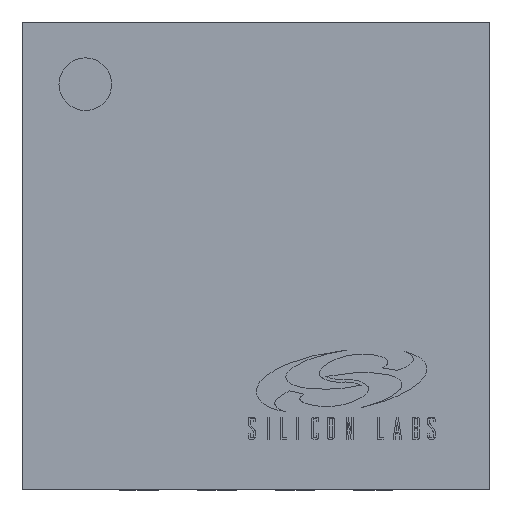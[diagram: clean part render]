
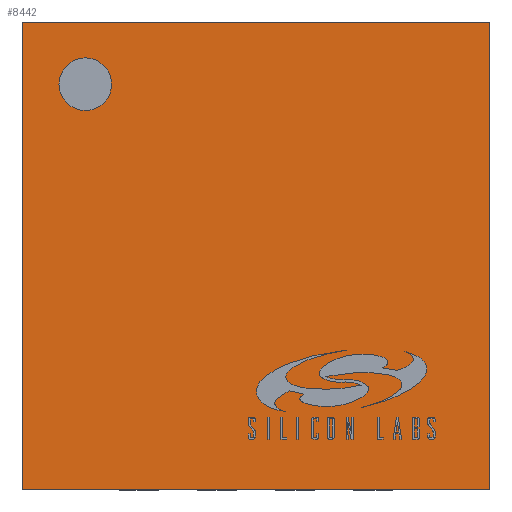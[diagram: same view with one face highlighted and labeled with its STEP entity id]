
A CAD part, top view. The second image highlights one B-rep face of the part: STEP entity #8442.
In plain terms, the highlighted planar face has unit normal (0, 0, 1).
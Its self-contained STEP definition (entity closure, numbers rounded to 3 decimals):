
#6759 = VERTEX_POINT('',#6760);
#6760 = CARTESIAN_POINT('',(-1.5,1.5,0.8));
#6766 = EDGE_CURVE('',#6759,#6767,#6769,.T.);
#6767 = VERTEX_POINT('',#6768);
#6768 = CARTESIAN_POINT('',(1.5,1.5,0.8));
#6769 = LINE('',#6770,#6771);
#6770 = CARTESIAN_POINT('',(-1.5,1.5,0.8));
#6771 = VECTOR('',#6772,1.);
#6772 = DIRECTION('',(1.,0.,0.));
#8264 = EDGE_CURVE('',#6767,#8265,#8267,.T.);
#8265 = VERTEX_POINT('',#8266);
#8266 = CARTESIAN_POINT('',(1.5,-1.5,0.8));
#8267 = LINE('',#8268,#8269);
#8268 = CARTESIAN_POINT('',(1.5,1.5,0.8));
#8269 = VECTOR('',#8270,1.);
#8270 = DIRECTION('',(0.,-1.,0.));
#8442 = ADVANCED_FACE('',(#8443),#8461,.F.);
#8443 = FACE_BOUND('',#8444,.F.);
#8444 = EDGE_LOOP('',(#8445,#8446,#8447,#8455));
#8445 = ORIENTED_EDGE('',*,*,#6766,.T.);
#8446 = ORIENTED_EDGE('',*,*,#8264,.T.);
#8447 = ORIENTED_EDGE('',*,*,#8448,.T.);
#8448 = EDGE_CURVE('',#8265,#8449,#8451,.T.);
#8449 = VERTEX_POINT('',#8450);
#8450 = CARTESIAN_POINT('',(-1.5,-1.5,0.8));
#8451 = LINE('',#8452,#8453);
#8452 = CARTESIAN_POINT('',(1.5,-1.5,0.8));
#8453 = VECTOR('',#8454,1.);
#8454 = DIRECTION('',(-1.,0.,0.));
#8455 = ORIENTED_EDGE('',*,*,#8456,.T.);
#8456 = EDGE_CURVE('',#8449,#6759,#8457,.T.);
#8457 = LINE('',#8458,#8459);
#8458 = CARTESIAN_POINT('',(-1.5,-1.5,0.8));
#8459 = VECTOR('',#8460,1.);
#8460 = DIRECTION('',(0.,1.,0.));
#8461 = PLANE('',#8462);
#8462 = AXIS2_PLACEMENT_3D('',#8463,#8464,#8465);
#8463 = CARTESIAN_POINT('',(0.,0.,0.8));
#8464 = DIRECTION('',(0.,0.,-1.));
#8465 = DIRECTION('',(-1.,0.,0.));
